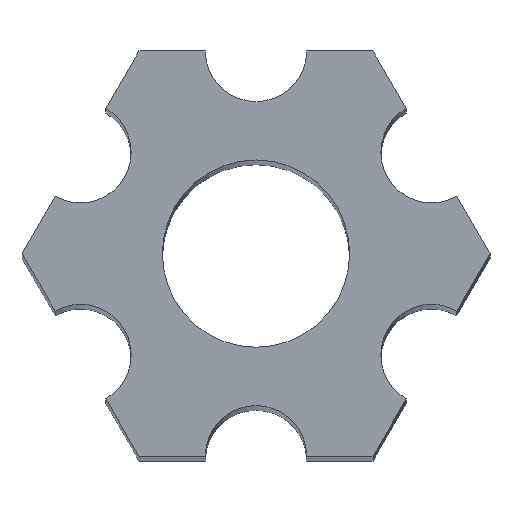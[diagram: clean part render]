
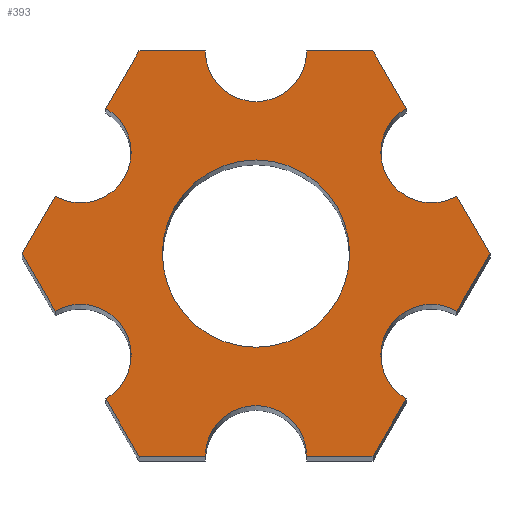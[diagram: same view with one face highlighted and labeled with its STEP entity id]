
A CAD part, top view. The second image highlights one B-rep face of the part: STEP entity #393.
In plain terms, the highlighted planar face has unit normal (0, 0, 1).
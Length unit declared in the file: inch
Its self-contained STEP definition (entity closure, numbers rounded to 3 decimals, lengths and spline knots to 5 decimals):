
#17=PLANE('',#428);
#35=LINE('',#594,#77);
#36=LINE('',#595,#78);
#37=LINE('',#597,#79);
#38=LINE('',#599,#80);
#39=LINE('',#603,#81);
#40=LINE('',#605,#82);
#41=LINE('',#609,#83);
#42=LINE('',#611,#84);
#43=LINE('',#615,#85);
#44=LINE('',#617,#86);
#45=LINE('',#621,#87);
#46=LINE('',#622,#88);
#77=VECTOR('',#480,39.37008);
#78=VECTOR('',#481,39.37008);
#79=VECTOR('',#482,39.37008);
#80=VECTOR('',#483,39.37008);
#81=VECTOR('',#486,39.37008);
#82=VECTOR('',#487,39.37008);
#83=VECTOR('',#490,39.37008);
#84=VECTOR('',#491,39.37008);
#85=VECTOR('',#494,39.37008);
#86=VECTOR('',#495,39.37008);
#87=VECTOR('',#498,39.37008);
#88=VECTOR('',#499,39.37008);
#116=FACE_BOUND('',#144,.T.);
#121=FACE_OUTER_BOUND('',#143,.T.);
#143=EDGE_LOOP('',(#281,#282,#283,#284,#285,#286,#287,#288,#289,#290,#291,
#292,#293,#294,#295,#296,#297,#298));
#144=EDGE_LOOP('',(#299));
#163=CIRCLE('',#420,0.1155);
#165=CIRCLE('',#423,0.0625);
#167=CIRCLE('',#426,0.0625);
#169=CIRCLE('',#429,0.0625);
#170=CIRCLE('',#430,0.0625);
#171=CIRCLE('',#431,0.0625);
#172=CIRCLE('',#432,0.0625);
#177=VERTEX_POINT('',#570);
#179=VERTEX_POINT('',#575);
#180=VERTEX_POINT('',#576);
#183=VERTEX_POINT('',#584);
#184=VERTEX_POINT('',#585);
#187=VERTEX_POINT('',#593);
#188=VERTEX_POINT('',#596);
#189=VERTEX_POINT('',#598);
#190=VERTEX_POINT('',#600);
#191=VERTEX_POINT('',#602);
#192=VERTEX_POINT('',#604);
#193=VERTEX_POINT('',#606);
#194=VERTEX_POINT('',#608);
#195=VERTEX_POINT('',#610);
#196=VERTEX_POINT('',#612);
#197=VERTEX_POINT('',#614);
#198=VERTEX_POINT('',#616);
#199=VERTEX_POINT('',#618);
#200=VERTEX_POINT('',#620);
#215=EDGE_CURVE('',#177,#177,#163,.T.);
#217=EDGE_CURVE('',#179,#180,#165,.T.);
#221=EDGE_CURVE('',#183,#184,#167,.T.);
#225=EDGE_CURVE('',#180,#187,#35,.T.);
#226=EDGE_CURVE('',#187,#183,#36,.T.);
#227=EDGE_CURVE('',#184,#188,#37,.T.);
#228=EDGE_CURVE('',#188,#189,#38,.T.);
#229=EDGE_CURVE('',#189,#190,#169,.T.);
#230=EDGE_CURVE('',#190,#191,#39,.T.);
#231=EDGE_CURVE('',#191,#192,#40,.T.);
#232=EDGE_CURVE('',#192,#193,#170,.T.);
#233=EDGE_CURVE('',#193,#194,#41,.T.);
#234=EDGE_CURVE('',#194,#195,#42,.T.);
#235=EDGE_CURVE('',#195,#196,#171,.T.);
#236=EDGE_CURVE('',#196,#197,#43,.T.);
#237=EDGE_CURVE('',#197,#198,#44,.T.);
#238=EDGE_CURVE('',#198,#199,#172,.T.);
#239=EDGE_CURVE('',#199,#200,#45,.T.);
#240=EDGE_CURVE('',#200,#179,#46,.T.);
#281=ORIENTED_EDGE('',*,*,#225,.T.);
#282=ORIENTED_EDGE('',*,*,#226,.T.);
#283=ORIENTED_EDGE('',*,*,#221,.T.);
#284=ORIENTED_EDGE('',*,*,#227,.T.);
#285=ORIENTED_EDGE('',*,*,#228,.T.);
#286=ORIENTED_EDGE('',*,*,#229,.T.);
#287=ORIENTED_EDGE('',*,*,#230,.T.);
#288=ORIENTED_EDGE('',*,*,#231,.T.);
#289=ORIENTED_EDGE('',*,*,#232,.T.);
#290=ORIENTED_EDGE('',*,*,#233,.T.);
#291=ORIENTED_EDGE('',*,*,#234,.T.);
#292=ORIENTED_EDGE('',*,*,#235,.T.);
#293=ORIENTED_EDGE('',*,*,#236,.T.);
#294=ORIENTED_EDGE('',*,*,#237,.T.);
#295=ORIENTED_EDGE('',*,*,#238,.T.);
#296=ORIENTED_EDGE('',*,*,#239,.T.);
#297=ORIENTED_EDGE('',*,*,#240,.T.);
#298=ORIENTED_EDGE('',*,*,#217,.T.);
#299=ORIENTED_EDGE('',*,*,#215,.F.);
#393=ADVANCED_FACE('',(#121,#116),#17,.T.);
#420=AXIS2_PLACEMENT_3D('',#571,#458,#459);
#423=AXIS2_PLACEMENT_3D('',#577,#464,#465);
#426=AXIS2_PLACEMENT_3D('',#586,#472,#473);
#428=AXIS2_PLACEMENT_3D('',#592,#478,#479);
#429=AXIS2_PLACEMENT_3D('',#601,#484,#485);
#430=AXIS2_PLACEMENT_3D('',#607,#488,#489);
#431=AXIS2_PLACEMENT_3D('',#613,#492,#493);
#432=AXIS2_PLACEMENT_3D('',#619,#496,#497);
#458=DIRECTION('center_axis',(0.,0.,1.));
#459=DIRECTION('ref_axis',(1.,0.,0.));
#464=DIRECTION('center_axis',(0.,0.,-1.));
#465=DIRECTION('ref_axis',(1.,0.,0.));
#472=DIRECTION('center_axis',(0.,0.,-1.));
#473=DIRECTION('ref_axis',(1.,0.,0.));
#478=DIRECTION('center_axis',(0.,0.,1.));
#479=DIRECTION('ref_axis',(1.,0.,0.));
#480=DIRECTION('',(0.5,0.866,0.));
#481=DIRECTION('',(-0.5,0.866,0.));
#482=DIRECTION('',(-0.5,0.866,0.));
#483=DIRECTION('',(-1.,0.,0.));
#484=DIRECTION('center_axis',(0.,0.,-1.));
#485=DIRECTION('ref_axis',(1.,0.,0.));
#486=DIRECTION('',(-1.,0.,0.));
#487=DIRECTION('',(-0.5,-0.866,0.));
#488=DIRECTION('center_axis',(0.,0.,-1.));
#489=DIRECTION('ref_axis',(1.,0.,0.));
#490=DIRECTION('',(-0.5,-0.866,0.));
#491=DIRECTION('',(0.5,-0.866,0.));
#492=DIRECTION('center_axis',(0.,0.,-1.));
#493=DIRECTION('ref_axis',(1.,0.,0.));
#494=DIRECTION('',(0.5,-0.866,0.));
#495=DIRECTION('',(1.,0.,0.));
#496=DIRECTION('center_axis',(0.,0.,-1.));
#497=DIRECTION('ref_axis',(1.,0.,0.));
#498=DIRECTION('',(1.,0.,0.));
#499=DIRECTION('',(0.5,0.866,0.));
#570=CARTESIAN_POINT('',(-0.1155,0.,3.375));
#571=CARTESIAN_POINT('Origin',(0.,0.,3.375));
#575=CARTESIAN_POINT('',(0.18526,-0.17913,3.375));
#576=CARTESIAN_POINT('',(0.24776,-0.07087,3.375));
#577=CARTESIAN_POINT('Origin',(0.21651,-0.125,3.375));
#584=CARTESIAN_POINT('',(0.24776,0.07087,3.375));
#585=CARTESIAN_POINT('',(0.18526,0.17913,3.375));
#586=CARTESIAN_POINT('Origin',(0.21651,0.125,3.375));
#592=CARTESIAN_POINT('Origin',(0.21651,0.125,3.375));
#593=CARTESIAN_POINT('',(0.28868,0.,3.375));
#594=CARTESIAN_POINT('',(0.24776,-0.07087,3.375));
#595=CARTESIAN_POINT('',(0.28868,0.,3.375));
#596=CARTESIAN_POINT('',(0.14434,0.25,3.375));
#597=CARTESIAN_POINT('',(0.18526,0.17913,3.375));
#598=CARTESIAN_POINT('',(0.0625,0.25,3.375));
#599=CARTESIAN_POINT('',(0.14434,0.25,3.375));
#600=CARTESIAN_POINT('',(-0.0625,0.25,3.375));
#601=CARTESIAN_POINT('Origin',(0.,0.25,3.375));
#602=CARTESIAN_POINT('',(-0.14434,0.25,3.375));
#603=CARTESIAN_POINT('',(-0.0625,0.25,3.375));
#604=CARTESIAN_POINT('',(-0.18526,0.17913,3.375));
#605=CARTESIAN_POINT('',(-0.14434,0.25,3.375));
#606=CARTESIAN_POINT('',(-0.24776,0.07087,3.375));
#607=CARTESIAN_POINT('Origin',(-0.21651,0.125,3.375));
#608=CARTESIAN_POINT('',(-0.28868,0.,3.375));
#609=CARTESIAN_POINT('',(-0.24776,0.07087,3.375));
#610=CARTESIAN_POINT('',(-0.24776,-0.07087,3.375));
#611=CARTESIAN_POINT('',(-0.28868,0.,3.375));
#612=CARTESIAN_POINT('',(-0.18526,-0.17913,3.375));
#613=CARTESIAN_POINT('Origin',(-0.21651,-0.125,3.375));
#614=CARTESIAN_POINT('',(-0.14434,-0.25,3.375));
#615=CARTESIAN_POINT('',(-0.18526,-0.17913,3.375));
#616=CARTESIAN_POINT('',(-0.0625,-0.25,3.375));
#617=CARTESIAN_POINT('',(-0.14434,-0.25,3.375));
#618=CARTESIAN_POINT('',(0.0625,-0.25,3.375));
#619=CARTESIAN_POINT('Origin',(0.,-0.25,3.375));
#620=CARTESIAN_POINT('',(0.14434,-0.25,3.375));
#621=CARTESIAN_POINT('',(0.0625,-0.25,3.375));
#622=CARTESIAN_POINT('',(0.14434,-0.25,3.375));
